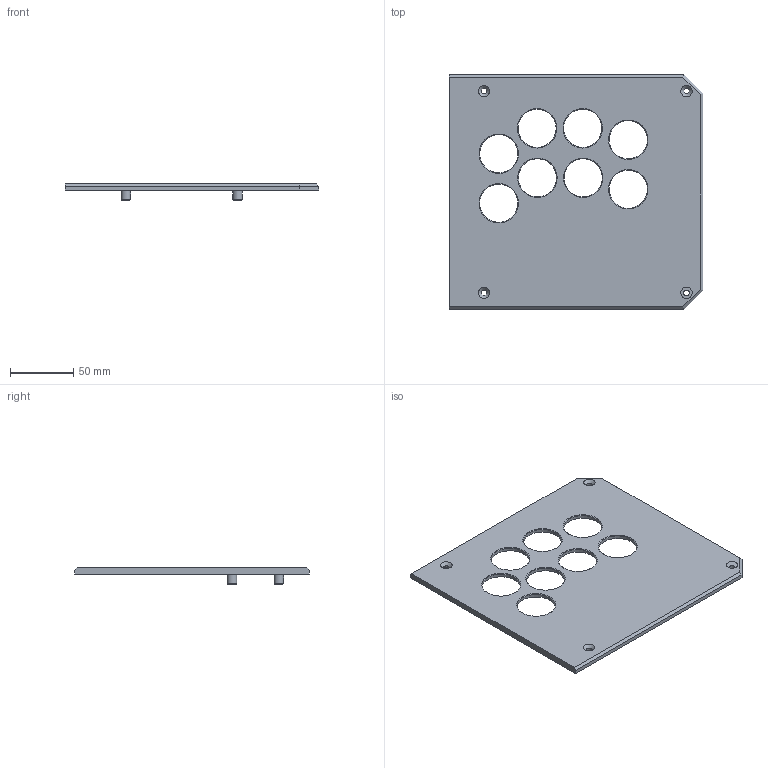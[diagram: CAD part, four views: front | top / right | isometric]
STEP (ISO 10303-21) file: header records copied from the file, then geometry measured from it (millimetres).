
FILE_DESCRIPTION(/* description */ ('','CAx-IF Rec.Pracs.---Representation and Presentation of Product Manufacturing Information (PMI)---4.0---2014-10-13'),/* implementation_level */ '2;1');
FILE_NAME(/* name */ 'OSM - Top Right Plate.step',/* time_stamp */ '2025-04-04T13:12:53-04:00',/* author */ (''),/* organization */ (''),/* preprocessor_version */ 'ST-DEVELOPER v20',/* originating_system */ 'Autodesk Translation Framework v13.20.0.188',/* authorisation */ '');
FILE_SCHEMA (('AP242_MANAGED_MODEL_BASED_3D_ENGINEERING_MIM_LF { 1 0 10303 442 1 1 4 }'));
Length unit declared in the file: millimetre
Products named in the file (1): Core
Bounding box: 200 x 185 x 13 mm (x, y, z)
Volume: 148268 mm3; surface area: 69776.7 mm2
Topology: 1 solids, 1 shells, 100 faces, 223 edges, 134 vertices
Faces by surface type: cone 38, cylinder 36, plane 26
Full cylindrical faces by diameter (mm): 2.8 x4, 4.5 x6, 7.5 x4, 30.05 x8
Entity records: 2859 total; most frequent: DIRECTION 531, CARTESIAN_POINT 500, ORIENTED_EDGE 446, EDGE_CURVE 223, AXIS2_PLACEMENT_3D 221, VERTEX_POINT 134, EDGE_LOOP 133, CIRCLE 120
